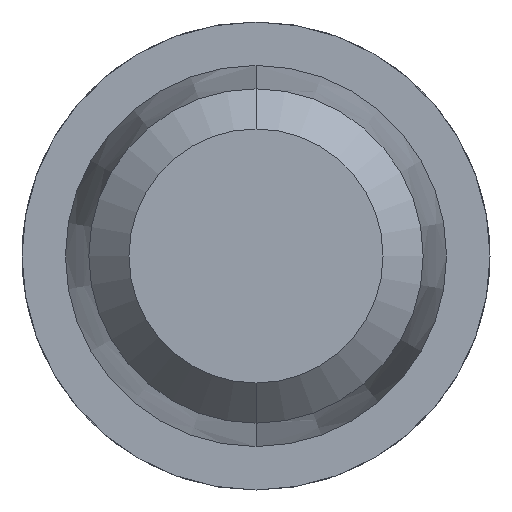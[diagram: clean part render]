
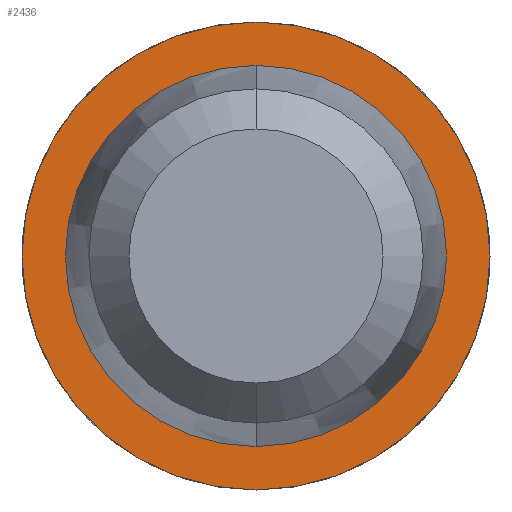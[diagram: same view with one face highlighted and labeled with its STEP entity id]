
A CAD part, front view. The second image highlights one B-rep face of the part: STEP entity #2436.
In plain terms, the highlighted planar face has unit normal (0, -1, 0).
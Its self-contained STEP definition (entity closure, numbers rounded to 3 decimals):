
#57 = DIRECTION ( 'NONE',  ( 0., -1., 0. ) ) ;
#184 = EDGE_CURVE ( 'Defeature ausgef�hrt2_7+Defeature ausgef�hrt2_8+Defeature ausgef�hrt2_8+Defeature ausgef�hrt2_8', #4146, #2558, #3009, .T. ) ;
#287 = CARTESIAN_POINT ( 'NONE',  ( 0., 26., 0.7 ) ) ;
#328 = DIRECTION ( 'NONE',  ( 0., -1., 0. ) ) ;
#468 = AXIS2_PLACEMENT_3D ( 'NONE', #889, #2242, #2800 ) ;
#522 = EDGE_LOOP ( 'NONE', ( #2362, #3575 ) ) ;
#545 = AXIS2_PLACEMENT_3D ( 'NONE', #3354, #328, #3683 ) ;
#692 = EDGE_LOOP ( 'NONE', ( #1385, #1726 ) ) ;
#818 = DIRECTION ( 'NONE',  ( 0., 0., -1. ) ) ;
#889 = CARTESIAN_POINT ( 'NONE',  ( 0., 26., 0. ) ) ;
#1057 = AXIS2_PLACEMENT_3D ( 'NONE', #3794, #4170, #818 ) ;
#1113 = EDGE_CURVE ( 'Defeature ausgef�hrt2_6+Defeature ausgef�hrt2_7+Defeature ausgef�hrt2_7+Defeature ausgef�hrt2_7', #3438, #1588, #1606, .T. ) ;
#1178 = FACE_BOUND ( 'NONE', #692, .T. ) ;
#1183 = CARTESIAN_POINT ( 'NONE',  ( 0., 26., -0.7 ) ) ;
#1381 = AXIS2_PLACEMENT_3D ( 'NONE', #3088, #57, #2712 ) ;
#1385 = ORIENTED_EDGE ( 'NONE', *, *, #1113, .F. ) ;
#1502 = DIRECTION ( 'NONE',  ( 0., -1., 0. ) ) ;
#1588 = VERTEX_POINT ( 'NONE', #1946 ) ;
#1606 = CIRCLE ( 'NONE', #468, 0.57 ) ;
#1726 = ORIENTED_EDGE ( 'NONE', *, *, #3613, .F. ) ;
#1946 = CARTESIAN_POINT ( 'NONE',  ( 0., 26., -0.57 ) ) ;
#1954 = AXIS2_PLACEMENT_3D ( 'NONE', #3182, #1502, #2816 ) ;
#2242 = DIRECTION ( 'NONE',  ( 0., -1., 0. ) ) ;
#2362 = ORIENTED_EDGE ( 'NONE', *, *, #184, .T. ) ;
#2436 = ADVANCED_FACE ( 'Defeature ausgef�hrt2_7', ( #3136, #1178 ), #2505, .T. ) ;
#2443 = CIRCLE ( 'NONE', #1381, 0.57 ) ;
#2505 = PLANE ( 'NONE',  #1057 ) ;
#2525 = CARTESIAN_POINT ( 'NONE',  ( 0., 26., 0.57 ) ) ;
#2558 = VERTEX_POINT ( 'NONE', #287 ) ;
#2645 = EDGE_CURVE ( 'Defeature ausgef�hrt2_7+Defeature ausgef�hrt2_8+Defeature ausgef�hrt2_8+Defeature ausgef�hrt2_8', #2558, #4146, #3561, .T. ) ;
#2712 = DIRECTION ( 'NONE',  ( 0., 0., -1. ) ) ;
#2800 = DIRECTION ( 'NONE',  ( 0., 0., -1. ) ) ;
#2816 = DIRECTION ( 'NONE',  ( 0., 0., -1. ) ) ;
#3009 = CIRCLE ( 'NONE', #1954, 0.7 ) ;
#3088 = CARTESIAN_POINT ( 'NONE',  ( 0., 26., 0. ) ) ;
#3136 = FACE_OUTER_BOUND ( 'NONE', #522, .T. ) ;
#3182 = CARTESIAN_POINT ( 'NONE',  ( 0., 26., 0. ) ) ;
#3354 = CARTESIAN_POINT ( 'NONE',  ( 0., 26., 0. ) ) ;
#3438 = VERTEX_POINT ( 'NONE', #2525 ) ;
#3561 = CIRCLE ( 'NONE', #545, 0.7 ) ;
#3575 = ORIENTED_EDGE ( 'NONE', *, *, #2645, .T. ) ;
#3613 = EDGE_CURVE ( 'Defeature ausgef�hrt2_6+Defeature ausgef�hrt2_7+Defeature ausgef�hrt2_7+Defeature ausgef�hrt2_7', #1588, #3438, #2443, .T. ) ;
#3683 = DIRECTION ( 'NONE',  ( 0., 0., -1. ) ) ;
#3794 = CARTESIAN_POINT ( 'NONE',  ( 0.57, 26., 0. ) ) ;
#4146 = VERTEX_POINT ( 'NONE', #1183 ) ;
#4170 = DIRECTION ( 'NONE',  ( 0., -1., 0. ) ) ;
